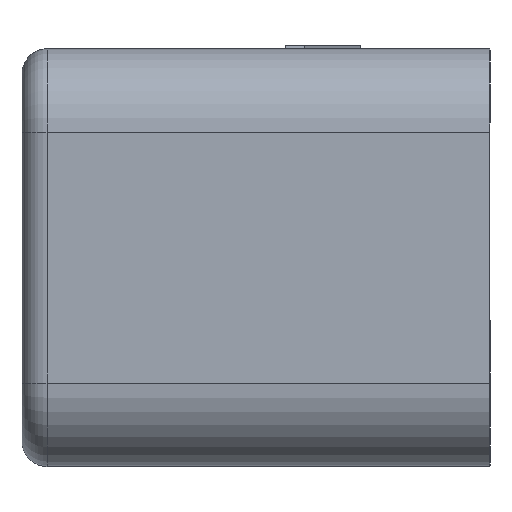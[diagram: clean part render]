
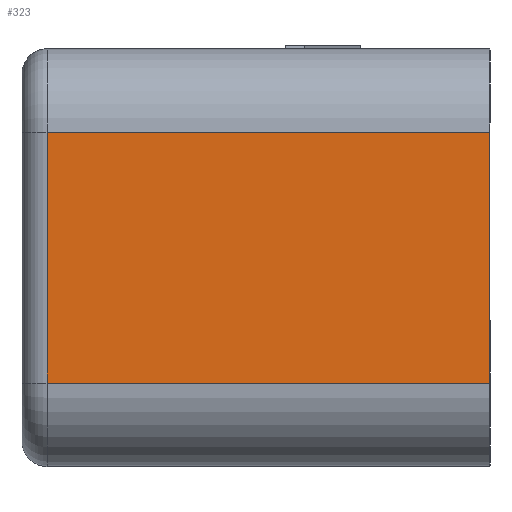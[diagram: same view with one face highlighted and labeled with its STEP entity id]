
A CAD part, left-side view. The second image highlights one B-rep face of the part: STEP entity #323.
In plain terms, the highlighted planar face has unit normal (-1, 0, 0).
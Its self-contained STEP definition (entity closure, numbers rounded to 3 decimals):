
#323 = ADVANCED_FACE( '', ( #1020 ), #1021, .T. );
#1020 = FACE_OUTER_BOUND( '', #1862, .T. );
#1021 = PLANE( '', #1863 );
#1862 = EDGE_LOOP( '', ( #4221, #4222, #4223, #4224 ) );
#1863 = AXIS2_PLACEMENT_3D( '', #4225, #4226, #4227 );
#4221 = ORIENTED_EDGE( '', *, *, #5682, .T. );
#4222 = ORIENTED_EDGE( '', *, *, #5656, .T. );
#4223 = ORIENTED_EDGE( '', *, *, #5681, .T. );
#4224 = ORIENTED_EDGE( '', *, *, #5600, .F. );
#4225 = CARTESIAN_POINT( '', ( -34., 28., -12.5 ) );
#4226 = DIRECTION( '', ( -1., 0., 0. ) );
#4227 = DIRECTION( '', ( 0., 1., 0. ) );
#5600 = EDGE_CURVE( '', #6869, #6871, #6872, .T. );
#5656 = EDGE_CURVE( '', #6967, #6972, #6974, .F. );
#5681 = EDGE_CURVE( '', #6972, #6871, #7011, .T. );
#5682 = EDGE_CURVE( '', #6869, #6967, #7012, .F. );
#6869 = VERTEX_POINT( '', #8793 );
#6871 = VERTEX_POINT( '', #8795 );
#6872 = LINE( '', #8796, #8797 );
#6967 = VERTEX_POINT( '', #8937 );
#6972 = VERTEX_POINT( '', #8943 );
#6974 = LINE( '', #8945, #8946 );
#7011 = LINE( '', #8992, #8993 );
#7012 = LINE( '', #8994, #8995 );
#8793 = CARTESIAN_POINT( '', ( -34., 0., 7.5 ) );
#8795 = CARTESIAN_POINT( '', ( -34., 0., -7.5 ) );
#8796 = CARTESIAN_POINT( '', ( -34., 0., -12.5 ) );
#8797 = VECTOR( '', #10706, 1000. );
#8937 = CARTESIAN_POINT( '', ( -34., 26.5, 7.5 ) );
#8943 = CARTESIAN_POINT( '', ( -34., 26.5, -7.5 ) );
#8945 = CARTESIAN_POINT( '', ( -34., 26.5, -12.5 ) );
#8946 = VECTOR( '', #10780, 1000. );
#8992 = CARTESIAN_POINT( '', ( -34., 28., -7.5 ) );
#8993 = VECTOR( '', #10835, 1000. );
#8994 = CARTESIAN_POINT( '', ( -34., 28., 7.5 ) );
#8995 = VECTOR( '', #10836, 1000. );
#10706 = DIRECTION( '', ( 0., 0., -1. ) );
#10780 = DIRECTION( '', ( 0., 0., 1. ) );
#10835 = DIRECTION( '', ( 0., -1., 0. ) );
#10836 = DIRECTION( '', ( 0., -1., 0. ) );
